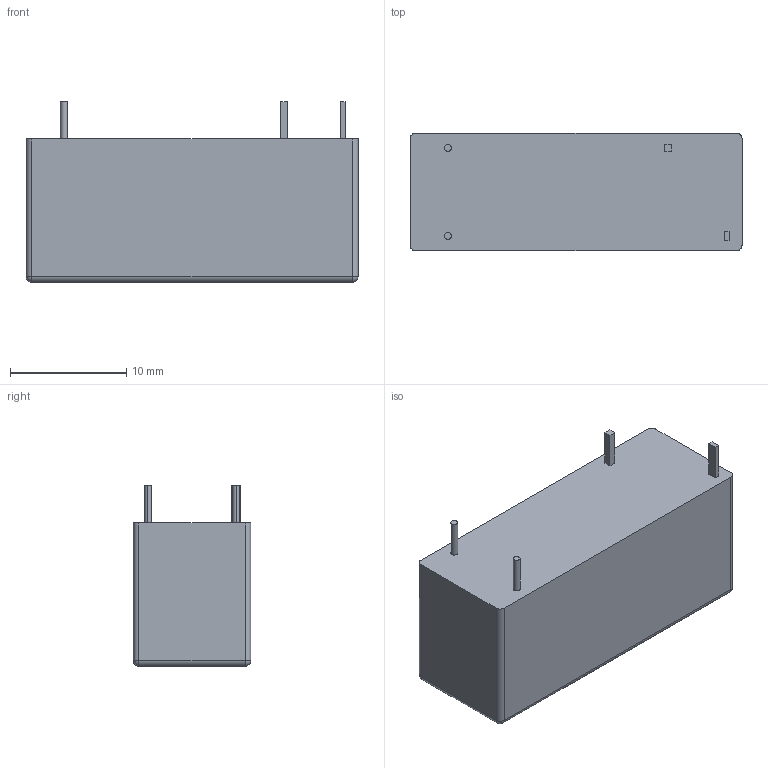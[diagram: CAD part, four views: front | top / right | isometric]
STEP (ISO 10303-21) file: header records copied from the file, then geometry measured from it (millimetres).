
FILE_DESCRIPTION((''),'2;1');
FILE_NAME('C-1393225-6','2020-02-06T05:27:35',('workeradm'),('TE Connectivity Ltd.'),'CREO PARAMETRIC BY PTC INC, 2019030','CREO PARAMETRIC BY PTC INC, 2019030','');
FILE_SCHEMA(('AUTOMOTIVE_DESIGN { 1 0 10303 214 1 1 1 1 }'));
Length unit declared in the file: millimetre
Products named in the file (1): C-1393225-6
Bounding box: 28.5 x 10.1 x 15.5 mm (x, y, z)
Volume: 3521.4 mm3; surface area: 1544.3 mm2
Topology: 1 solids, 1 shells, 51 faces, 111 edges, 70 vertices
Faces by surface type: plane 27, cylinder 19, sphere 3, cone 2
Entity records: 1877 total; most frequent: CARTESIAN_POINT 386, DIRECTION 249, ORIENTED_EDGE 222, COLOUR_RGB 126, EDGE_CURVE 111, AXIS2_PLACEMENT_3D 89, VECTOR 71, LINE 71
